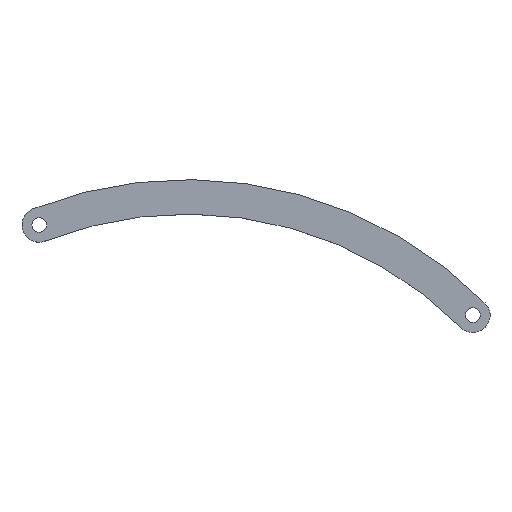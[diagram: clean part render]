
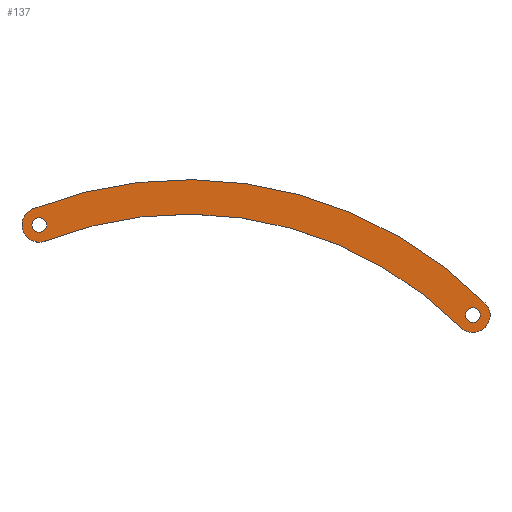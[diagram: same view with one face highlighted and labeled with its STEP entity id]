
A CAD part, top view. The second image highlights one B-rep face of the part: STEP entity #137.
In plain terms, the highlighted planar face has unit normal (0, 0, 1).
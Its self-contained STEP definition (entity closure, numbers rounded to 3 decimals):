
#18=FACE_BOUND('',#41,.T.);
#19=FACE_BOUND('',#42,.T.);
#22=PLANE('',#158);
#29=FACE_OUTER_BOUND('',#40,.T.);
#40=EDGE_LOOP('',(#117,#118,#119,#120));
#41=EDGE_LOOP('',(#121));
#42=EDGE_LOOP('',(#122));
#54=CIRCLE('',#143,86.825);
#56=CIRCLE('',#146,3.875);
#58=CIRCLE('',#149,94.575);
#60=CIRCLE('',#152,3.875);
#63=CIRCLE('',#157,1.65);
#64=CIRCLE('',#159,1.65);
#67=VERTEX_POINT('',#212);
#68=VERTEX_POINT('',#214);
#70=VERTEX_POINT('',#220);
#72=VERTEX_POINT('',#226);
#75=VERTEX_POINT('',#238);
#76=VERTEX_POINT('',#241);
#79=EDGE_CURVE('',#68,#67,#54,.T.);
#82=EDGE_CURVE('',#70,#68,#56,.F.);
#85=EDGE_CURVE('',#72,#70,#58,.F.);
#88=EDGE_CURVE('',#67,#72,#60,.F.);
#91=EDGE_CURVE('',#75,#75,#63,.T.);
#92=EDGE_CURVE('',#76,#76,#64,.T.);
#117=ORIENTED_EDGE('',*,*,#85,.T.);
#118=ORIENTED_EDGE('',*,*,#82,.T.);
#119=ORIENTED_EDGE('',*,*,#79,.T.);
#120=ORIENTED_EDGE('',*,*,#88,.T.);
#121=ORIENTED_EDGE('',*,*,#91,.T.);
#122=ORIENTED_EDGE('',*,*,#92,.T.);
#137=ADVANCED_FACE('',(#29,#18,#19),#22,.T.);
#143=AXIS2_PLACEMENT_3D('',#215,#168,#169);
#146=AXIS2_PLACEMENT_3D('',#221,#175,#176);
#149=AXIS2_PLACEMENT_3D('',#227,#182,#183);
#152=AXIS2_PLACEMENT_3D('',#231,#189,#190);
#157=AXIS2_PLACEMENT_3D('',#239,#199,#200);
#158=AXIS2_PLACEMENT_3D('',#240,#201,#202);
#159=AXIS2_PLACEMENT_3D('',#242,#203,#204);
#168=DIRECTION('center_axis',(0.,0.,-1.));
#169=DIRECTION('ref_axis',(0.707,0.707,0.));
#175=DIRECTION('center_axis',(0.,0.,-1.));
#176=DIRECTION('ref_axis',(0.366,-0.931,0.));
#182=DIRECTION('center_axis',(0.,0.,-1.));
#183=DIRECTION('ref_axis',(-0.707,-0.707,0.));
#189=DIRECTION('center_axis',(0.,0.,-1.));
#190=DIRECTION('ref_axis',(0.707,0.707,0.));
#199=DIRECTION('center_axis',(0.,0.,-1.));
#200=DIRECTION('ref_axis',(1.,0.,0.));
#201=DIRECTION('center_axis',(0.,0.,1.));
#202=DIRECTION('ref_axis',(1.,0.,0.));
#203=DIRECTION('center_axis',(0.,0.,-1.));
#204=DIRECTION('ref_axis',(1.,0.,0.));
#212=CARTESIAN_POINT('',(140.095,140.095,2.));
#214=CARTESIAN_POINT('',(46.898,159.491,2.));
#215=CARTESIAN_POINT('Origin',(78.7,78.7,2.));
#220=CARTESIAN_POINT('',(44.059,166.703,2.));
#221=CARTESIAN_POINT('Origin',(45.478,163.097,2.));
#226=CARTESIAN_POINT('',(145.575,145.575,2.));
#227=CARTESIAN_POINT('Origin',(78.7,78.7,2.));
#231=CARTESIAN_POINT('Origin',(142.835,142.835,2.));
#238=CARTESIAN_POINT('',(47.128,163.097,2.));
#239=CARTESIAN_POINT('Origin',(45.478,163.097,2.));
#240=CARTESIAN_POINT('Origin',(82.606,159.822,2.));
#241=CARTESIAN_POINT('',(144.485,142.835,2.));
#242=CARTESIAN_POINT('Origin',(142.835,142.835,2.));
